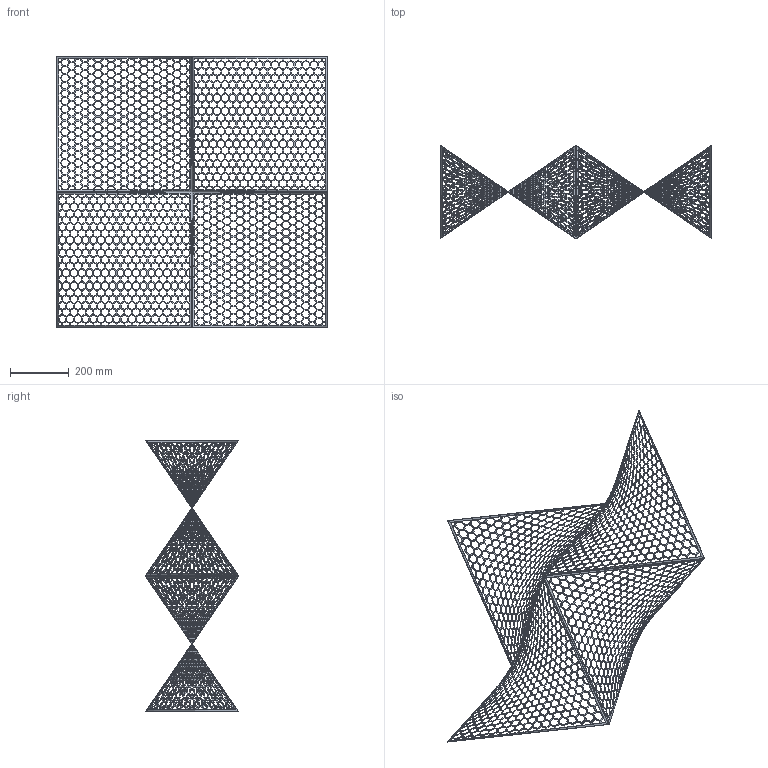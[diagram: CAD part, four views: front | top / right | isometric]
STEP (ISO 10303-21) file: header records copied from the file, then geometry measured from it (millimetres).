
FILE_DESCRIPTION(('FreeCAD Model'),'2;1');
FILE_NAME('Open CASCADE Shape Model','2025-05-03T11:48:15',('FreeCAD'),( 'FreeCAD'),'Open CASCADE STEP processor 7.6','FreeCAD','Unknown');
FILE_SCHEMA(('AUTOMOTIVE_DESIGN { 1 0 10303 214 1 1 1 1 }'));
Products named in the file (1): Open CASCADE STEP translator 7.6 1
Bounding box: 924.2 x 317.17 x 924.2 mm (x, y, z)
Volume: 435860.8 mm3; surface area: 788051.3 mm2
Topology: 4 solids, 4 shells, 8728 faces, 26528 edges, 17376 vertices
Faces by surface type: bspline 8728
Entity records: 320768 total; most frequent: CARTESIAN_POINT 157321, ORIENTED_EDGE 53056, EDGE_CURVE 26528, B_SPLINE_CURVE_WITH_KNOTS 26528, VERTEX_POINT 17376, FACE_BOUND 11240, EDGE_LOOP 11240, ADVANCED_FACE 8728
